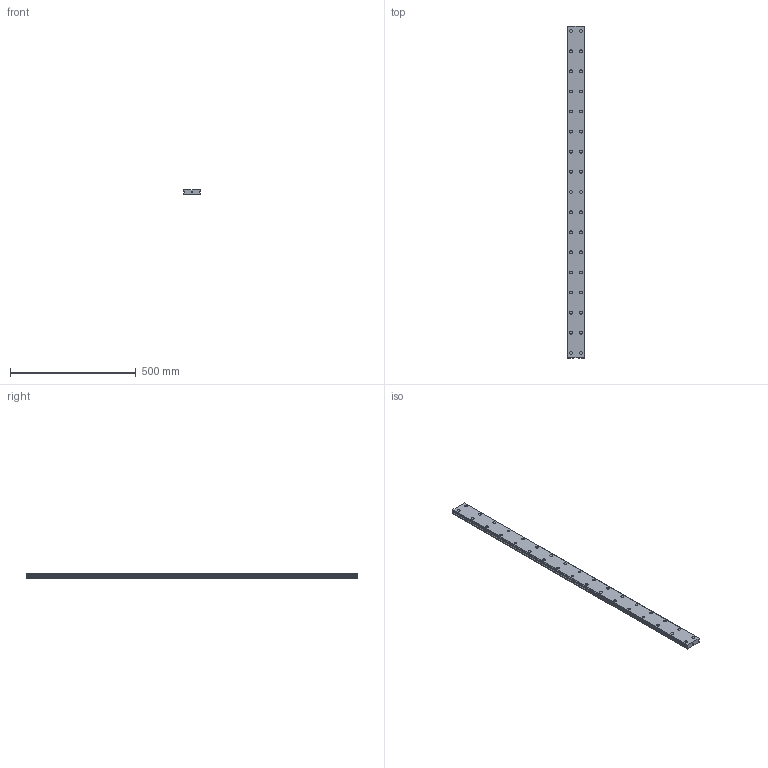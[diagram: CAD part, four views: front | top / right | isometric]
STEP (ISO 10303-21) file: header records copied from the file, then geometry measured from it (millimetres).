
FILE_DESCRIPTION(('STEP AP214'),'1');
FILE_NAME('cctmp_AB6CC554-0AFF-40D8-97F6-5DA8B43EA97A_2021_03_08_09_51_44_0837..stp','2021-03-08T08:51:45',('HIWIN GmbH'),('CADClick - www.CADClick.com'),'Spatial InterOp 3D',' ','unknown authorization');
FILE_SCHEMA(('AUTOMOTIVE_DESIGN'));
Length unit declared in the file: millimetre
Products named in the file (1): WER35R1320H_FILE
Bounding box: 69 x 1320 x 19 mm (x, y, z)
Volume: 1591749.1 mm3; surface area: 259203.1 mm2
Topology: 1 solids, 1 shells, 409 faces, 903 edges, 602 vertices
Faces by surface type: cylinder 222, plane 187
Entity records: 14757 total; most frequent: DIRECTION 2167, CARTESIAN_POINT 1915, ORIENTED_EDGE 1806, EDGE_CURVE 903, AXIS2_PLACEMENT_3D 854, VERTEX_POINT 602, EDGE_LOOP 515, LINE 459
